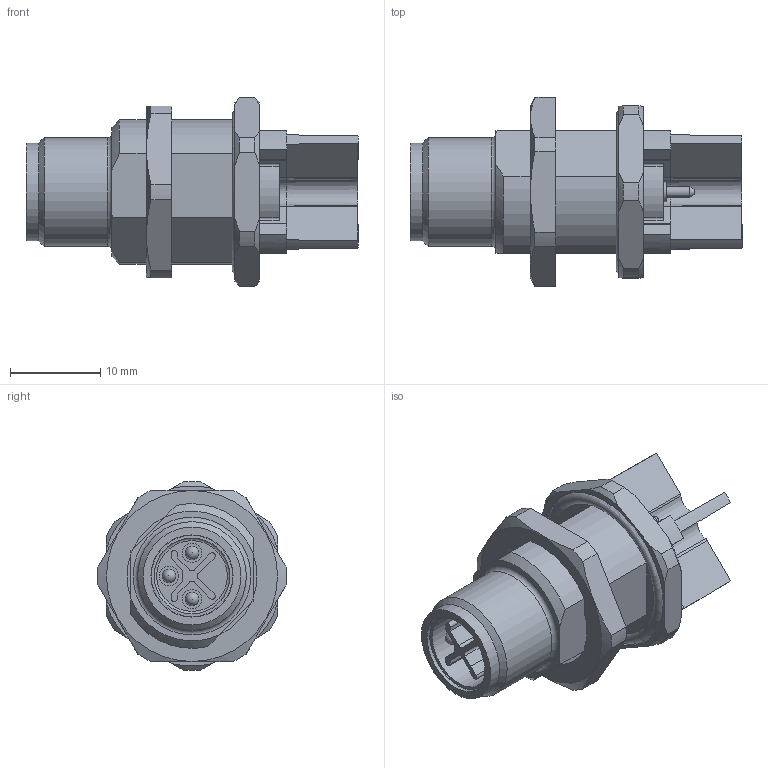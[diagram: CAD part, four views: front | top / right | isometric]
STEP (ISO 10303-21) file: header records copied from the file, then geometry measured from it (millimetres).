
FILE_DESCRIPTION(/* description */ (''),/* implementation_level */ '2;1');
FILE_NAME(/* name */ '5038037__vvvv---Einbauflanschstecker_assy_01.02.2022_stp_stp.stp',/* time_stamp */ '2022-02-01T09:25:18+01:00',/* author */ ('ESCHA GmbH & Co. KG'),/* organization */ ('ESCHA GmbH & Co. KG'),/* preprocessor_version */ 'ST-DEVELOPER v16',/* originating_system */ 'SIEMENS PLM Software NX 10.0',/* authorisation */ '');
FILE_SCHEMA (('AUTOMOTIVE_DESIGN { 1 0 10303 214 3 1 1 1 }'));
Length unit declared in the file: millimetre
Products named in the file (1): t.he50D8F13Fm8mi
Bounding box: 36.7 x 20.99 x 20.89 mm (x, y, z)
Volume: 4801.4 mm3; surface area: 3631.6 mm2
Topology: 1 solids, 1 shells, 247 faces, 677 edges, 441 vertices
Faces by surface type: cylinder 108, plane 94, cone 39, torus 3, sphere 3
Full cylindrical faces by diameter (mm): 1.2 x3, 1.5 x3, 2.12 x3, 2.2 x3, 7.8 x1, 8.4 x1, 9 x1, 10.8 x1, 12 x1
Entity records: 7680 total; most frequent: CARTESIAN_POINT 1462, DIRECTION 1340, ORIENTED_EDGE 1256, EDGE_CURVE 628, AXIS2_PLACEMENT_3D 514, VERTEX_POINT 422, LINE 312, VECTOR 312
